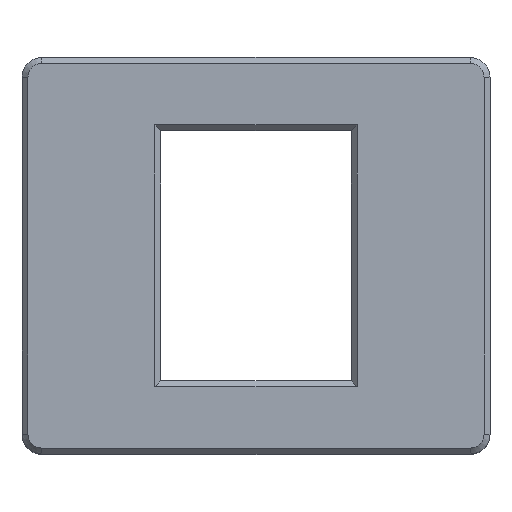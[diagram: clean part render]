
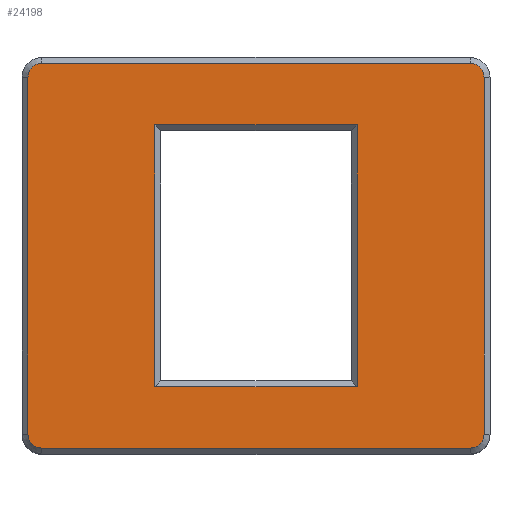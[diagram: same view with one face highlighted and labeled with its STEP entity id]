
A CAD part, top view. The second image highlights one B-rep face of the part: STEP entity #24198.
In plain terms, the highlighted planar face has unit normal (0, 0, 1).
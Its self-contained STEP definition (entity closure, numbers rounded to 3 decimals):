
#99 = DIRECTION ( 'NONE',  ( 0., 1., 0. ) ) ;
#350 = VECTOR ( 'NONE', #20044, 1000. ) ;
#1118 = EDGE_CURVE ( 'NONE', #15202, #12143, #21411, .T. ) ;
#1119 = EDGE_CURVE ( 'NONE', #9469, #7403, #17647, .T. ) ;
#1121 = LINE ( 'NONE', #24173, #9121 ) ;
#1567 = VECTOR ( 'NONE', #1840, 1000. ) ;
#1840 = DIRECTION ( 'NONE',  ( 1., 0., 0. ) ) ;
#1960 = LINE ( 'NONE', #7491, #1567 ) ;
#2194 = CARTESIAN_POINT ( 'NONE',  ( 188.85, 45., 2. ) ) ;
#2216 = CARTESIAN_POINT ( 'NONE',  ( 296.85, -48.5, 2. ) ) ;
#2760 = EDGE_CURVE ( 'NONE', #7403, #19010, #17125, .T. ) ;
#2783 = LINE ( 'NONE', #11953, #12752 ) ;
#3010 = CARTESIAN_POINT ( 'NONE',  ( 188.85, -45., 2. ) ) ;
#3061 = FACE_BOUND ( 'NONE', #23294, .T. ) ;
#3170 = EDGE_CURVE ( 'NONE', #8635, #6391, #2783, .T. ) ;
#3253 = VERTEX_POINT ( 'NONE', #22105 ) ;
#3464 = CARTESIAN_POINT ( 'NONE',  ( 296.85, 45., 2. ) ) ;
#4103 = CARTESIAN_POINT ( 'NONE',  ( 300.35, 45., 2. ) ) ;
#4685 = CARTESIAN_POINT ( 'NONE',  ( 296.85, -45., 2. ) ) ;
#4714 = EDGE_CURVE ( 'NONE', #12106, #15202, #10424, .T. ) ;
#4944 = AXIS2_PLACEMENT_3D ( 'NONE', #2194, #24782, #15503 ) ;
#5009 = DIRECTION ( 'NONE',  ( 1., 0., 0. ) ) ;
#5093 = AXIS2_PLACEMENT_3D ( 'NONE', #4685, #22013, #19752 ) ;
#5342 = CARTESIAN_POINT ( 'NONE',  ( 268.35, 33., 2. ) ) ;
#6065 = EDGE_CURVE ( 'NONE', #8469, #9469, #22774, .T. ) ;
#6137 = CARTESIAN_POINT ( 'NONE',  ( 217.35, 33., 2. ) ) ;
#6186 = ORIENTED_EDGE ( 'NONE', *, *, #3170, .T. ) ;
#6380 = EDGE_CURVE ( 'NONE', #3253, #8469, #14922, .T. ) ;
#6391 = VERTEX_POINT ( 'NONE', #12906 ) ;
#7082 = DIRECTION ( 'NONE',  ( 1., 0., 0. ) ) ;
#7403 = VERTEX_POINT ( 'NONE', #18054 ) ;
#7491 = CARTESIAN_POINT ( 'NONE',  ( 0., 33., 2. ) ) ;
#8173 = CARTESIAN_POINT ( 'NONE',  ( 218.85, -33., 2. ) ) ;
#8407 = DIRECTION ( 'NONE',  ( 0., 1., 0. ) ) ;
#8443 = DIRECTION ( 'NONE',  ( -1., 0., 0. ) ) ;
#8469 = VERTEX_POINT ( 'NONE', #12923 ) ;
#8635 = VERTEX_POINT ( 'NONE', #19416 ) ;
#8666 = ORIENTED_EDGE ( 'NONE', *, *, #8968, .T. ) ;
#8903 = EDGE_CURVE ( 'NONE', #18793, #8635, #24368, .T. ) ;
#8968 = EDGE_CURVE ( 'NONE', #12143, #21841, #1960, .T. ) ;
#8994 = VECTOR ( 'NONE', #21458, 1000. ) ;
#9121 = VECTOR ( 'NONE', #8407, 1000. ) ;
#9352 = VECTOR ( 'NONE', #23043, 1000. ) ;
#9353 = ORIENTED_EDGE ( 'NONE', *, *, #17118, .T. ) ;
#9366 = CIRCLE ( 'NONE', #4944, 3.5 ) ;
#9469 = VERTEX_POINT ( 'NONE', #14209 ) ;
#10424 = LINE ( 'NONE', #8173, #8994 ) ;
#10836 = CARTESIAN_POINT ( 'NONE',  ( 0., 0., 2. ) ) ;
#11041 = ORIENTED_EDGE ( 'NONE', *, *, #6380, .T. ) ;
#11124 = DIRECTION ( 'NONE',  ( 1., 0., 0. ) ) ;
#11953 = CARTESIAN_POINT ( 'NONE',  ( 188.85, 48.5, 2. ) ) ;
#12106 = VERTEX_POINT ( 'NONE', #17559 ) ;
#12143 = VERTEX_POINT ( 'NONE', #6137 ) ;
#12752 = VECTOR ( 'NONE', #8443, 1000. ) ;
#12906 = CARTESIAN_POINT ( 'NONE',  ( 188.85, 48.5, 2. ) ) ;
#12923 = CARTESIAN_POINT ( 'NONE',  ( 185.35, -45., 2. ) ) ;
#13121 = EDGE_CURVE ( 'NONE', #19010, #18793, #1121, .T. ) ;
#13691 = DIRECTION ( 'NONE',  ( 0., -1., 0. ) ) ;
#14209 = CARTESIAN_POINT ( 'NONE',  ( 188.85, -48.5, 2. ) ) ;
#14674 = CARTESIAN_POINT ( 'NONE',  ( 185.35, -45., 2. ) ) ;
#14795 = ORIENTED_EDGE ( 'NONE', *, *, #1119, .T. ) ;
#14886 = CARTESIAN_POINT ( 'NONE',  ( 217.35, -33., 2. ) ) ;
#14922 = LINE ( 'NONE', #14674, #350 ) ;
#15202 = VERTEX_POINT ( 'NONE', #14886 ) ;
#15503 = DIRECTION ( 'NONE',  ( 1., 0., 0. ) ) ;
#15588 = AXIS2_PLACEMENT_3D ( 'NONE', #3464, #20641, #11124 ) ;
#15980 = AXIS2_PLACEMENT_3D ( 'NONE', #3010, #16450, #5009 ) ;
#16118 = EDGE_CURVE ( 'NONE', #6391, #3253, #9366, .T. ) ;
#16450 = DIRECTION ( 'NONE',  ( 0., 0., 1. ) ) ;
#16492 = ORIENTED_EDGE ( 'NONE', *, *, #2760, .T. ) ;
#17118 = EDGE_CURVE ( 'NONE', #21841, #12106, #23202, .T. ) ;
#17125 = CIRCLE ( 'NONE', #5093, 3.5 ) ;
#17189 = EDGE_LOOP ( 'NONE', ( #17970, #14795, #16492, #19192, #20383, #6186, #19734, #11041 ) ) ;
#17559 = CARTESIAN_POINT ( 'NONE',  ( 268.35, -33., 2. ) ) ;
#17647 = LINE ( 'NONE', #2216, #9352 ) ;
#17970 = ORIENTED_EDGE ( 'NONE', *, *, #6065, .T. ) ;
#18054 = CARTESIAN_POINT ( 'NONE',  ( 296.85, -48.5, 2. ) ) ;
#18793 = VERTEX_POINT ( 'NONE', #4103 ) ;
#19010 = VERTEX_POINT ( 'NONE', #24275 ) ;
#19192 = ORIENTED_EDGE ( 'NONE', *, *, #13121, .T. ) ;
#19416 = CARTESIAN_POINT ( 'NONE',  ( 296.85, 48.5, 2. ) ) ;
#19436 = CARTESIAN_POINT ( 'NONE',  ( 268.35, -31.5, 2. ) ) ;
#19587 = ORIENTED_EDGE ( 'NONE', *, *, #4714, .T. ) ;
#19734 = ORIENTED_EDGE ( 'NONE', *, *, #16118, .T. ) ;
#19752 = DIRECTION ( 'NONE',  ( 1., 0., 0. ) ) ;
#20044 = DIRECTION ( 'NONE',  ( 0., -1., 0. ) ) ;
#20236 = FACE_OUTER_BOUND ( 'NONE', #17189, .T. ) ;
#20383 = ORIENTED_EDGE ( 'NONE', *, *, #8903, .T. ) ;
#20525 = VECTOR ( 'NONE', #13691, 1000. ) ;
#20641 = DIRECTION ( 'NONE',  ( 0., 0., 1. ) ) ;
#21411 = LINE ( 'NONE', #23290, #24559 ) ;
#21458 = DIRECTION ( 'NONE',  ( -1., 0., 0. ) ) ;
#21517 = AXIS2_PLACEMENT_3D ( 'NONE', #10836, #24238, #7082 ) ;
#21523 = ORIENTED_EDGE ( 'NONE', *, *, #1118, .T. ) ;
#21841 = VERTEX_POINT ( 'NONE', #5342 ) ;
#22013 = DIRECTION ( 'NONE',  ( 0., 0., 1. ) ) ;
#22105 = CARTESIAN_POINT ( 'NONE',  ( 185.35, 45., 2. ) ) ;
#22257 = PLANE ( 'NONE',  #21517 ) ;
#22774 = CIRCLE ( 'NONE', #15980, 3.5 ) ;
#23043 = DIRECTION ( 'NONE',  ( 1., 0., 0. ) ) ;
#23202 = LINE ( 'NONE', #19436, #20525 ) ;
#23290 = CARTESIAN_POINT ( 'NONE',  ( 217.35, 0., 2. ) ) ;
#23294 = EDGE_LOOP ( 'NONE', ( #9353, #19587, #21523, #8666 ) ) ;
#24173 = CARTESIAN_POINT ( 'NONE',  ( 300.35, 0., 2. ) ) ;
#24198 = ADVANCED_FACE ( 'NONE', ( #20236, #3061 ), #22257, .T. ) ;
#24238 = DIRECTION ( 'NONE',  ( 0., 0., 1. ) ) ;
#24275 = CARTESIAN_POINT ( 'NONE',  ( 300.35, -45., 2. ) ) ;
#24368 = CIRCLE ( 'NONE', #15588, 3.5 ) ;
#24559 = VECTOR ( 'NONE', #99, 1000. ) ;
#24782 = DIRECTION ( 'NONE',  ( 0., 0., 1. ) ) ;
